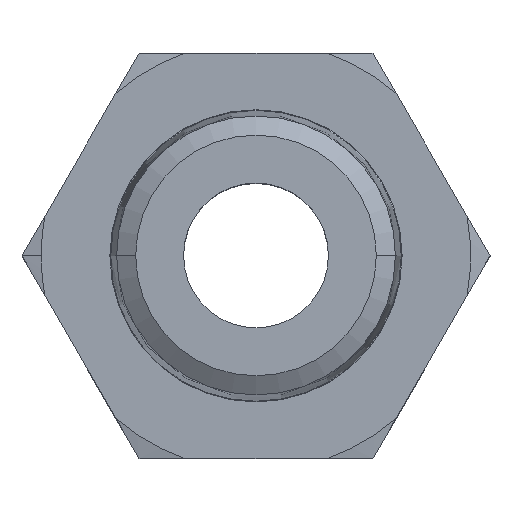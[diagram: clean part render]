
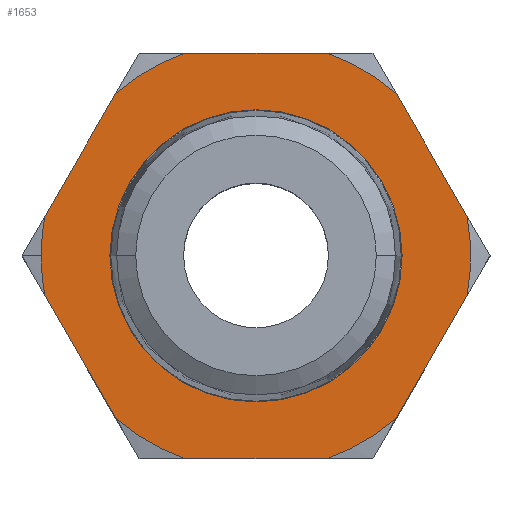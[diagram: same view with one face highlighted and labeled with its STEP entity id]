
A CAD part, top view. The second image highlights one B-rep face of the part: STEP entity #1653.
In plain terms, the highlighted planar face has unit normal (0, 0, 1).
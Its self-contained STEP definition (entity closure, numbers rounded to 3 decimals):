
#34 = CARTESIAN_POINT ( 'NONE',  ( -7.291, -1.371, 4.765 ) ) ;
#133 = CIRCLE ( 'NONE', #152, 7.419 ) ;
#148 = CARTESIAN_POINT ( 'NONE',  ( -7.419, 0., 4.765 ) ) ;
#149 = DIRECTION ( 'NONE',  ( 1., 0., 0. ) ) ;
#150 = DIRECTION ( 'NONE',  ( 0., 0., 1. ) ) ;
#151 = CARTESIAN_POINT ( 'NONE',  ( 0., 0., 4.765 ) ) ;
#152 = AXIS2_PLACEMENT_3D ( 'NONE', #151, #150, #149 ) ;
#159 = CARTESIAN_POINT ( 'NONE',  ( -4.833, -5.629, 4.765 ) ) ;
#168 = CARTESIAN_POINT ( 'NONE',  ( 7.291, -1.371, 4.765 ) ) ;
#185 = CARTESIAN_POINT ( 'NONE',  ( -4.833, 5.629, 4.765 ) ) ;
#186 = DIRECTION ( 'NONE',  ( 0.5, 0.866, 0. ) ) ;
#187 = VECTOR ( 'NONE', #186, 1000. ) ;
#188 = CARTESIAN_POINT ( 'NONE',  ( -2.562, 9.562, 4.765 ) ) ;
#189 = LINE ( 'NONE', #188, #187 ) ;
#279 = CARTESIAN_POINT ( 'NONE',  ( -2.458, 7., 4.765 ) ) ;
#283 = CARTESIAN_POINT ( 'NONE',  ( 7.291, 1.371, 4.765 ) ) ;
#284 = DIRECTION ( 'NONE',  ( 0.5, -0.866, 0. ) ) ;
#285 = VECTOR ( 'NONE', #284, 1000. ) ;
#286 = CARTESIAN_POINT ( 'NONE',  ( 2.562, 9.562, 4.765 ) ) ;
#313 = LINE ( 'NONE', #325, #324 ) ;
#315 = DIRECTION ( 'NONE',  ( 1., 0., 0. ) ) ;
#316 = DIRECTION ( 'NONE',  ( 0., 0., 1. ) ) ;
#317 = CARTESIAN_POINT ( 'NONE',  ( 0., 0., 4.765 ) ) ;
#318 = AXIS2_PLACEMENT_3D ( 'NONE', #317, #316, #315 ) ;
#319 = CIRCLE ( 'NONE', #318, 7.419 ) ;
#323 = DIRECTION ( 'NONE',  ( 1., 0., 0. ) ) ;
#324 = VECTOR ( 'NONE', #323, 1000. ) ;
#325 = CARTESIAN_POINT ( 'NONE',  ( 0., 7., 4.765 ) ) ;
#365 = LINE ( 'NONE', #286, #285 ) ;
#386 = DIRECTION ( 'NONE',  ( 0., 0., 1. ) ) ;
#387 = AXIS2_PLACEMENT_3D ( 'NONE', #463, #386, #456 ) ;
#388 = CIRCLE ( 'NONE', #387, 7.419 ) ;
#389 = CARTESIAN_POINT ( 'NONE',  ( 0., 0., 4.765 ) ) ;
#416 = DIRECTION ( 'NONE',  ( 0., 0., 1. ) ) ;
#417 = CARTESIAN_POINT ( 'NONE',  ( 0., 0., 4.765 ) ) ;
#418 = AXIS2_PLACEMENT_3D ( 'NONE', #417, #416, #430 ) ;
#419 = CIRCLE ( 'NONE', #418, 7.419 ) ;
#424 = DIRECTION ( 'NONE',  ( -1., 0., 0. ) ) ;
#425 = DIRECTION ( 'NONE',  ( 0., 0., -1. ) ) ;
#426 = CARTESIAN_POINT ( 'NONE',  ( 0., 8.083, 4.765 ) ) ;
#429 = FACE_BOUND ( 'NONE', #1654, .T. ) ;
#430 = DIRECTION ( 'NONE',  ( 1., 0., 0. ) ) ;
#433 = AXIS2_PLACEMENT_3D ( 'NONE', #426, #425, #424 ) ;
#434 = PLANE ( 'NONE',  #433 ) ;
#435 = FACE_OUTER_BOUND ( 'NONE', #1604, .T. ) ;
#456 = DIRECTION ( 'NONE',  ( 1., 0., 0. ) ) ;
#457 = DIRECTION ( 'NONE',  ( 1., 0., 0. ) ) ;
#458 = DIRECTION ( 'NONE',  ( 0., 0., 1. ) ) ;
#459 = AXIS2_PLACEMENT_3D ( 'NONE', #389, #458, #457 ) ;
#460 = CIRCLE ( 'NONE', #459, 7.419 ) ;
#463 = CARTESIAN_POINT ( 'NONE',  ( 0., 0., 4.765 ) ) ;
#467 = CARTESIAN_POINT ( 'NONE',  ( 2.458, 7., 4.765 ) ) ;
#487 = DIRECTION ( 'NONE',  ( 1., 0., 0. ) ) ;
#488 = DIRECTION ( 'NONE',  ( 0., 0., 1. ) ) ;
#489 = CARTESIAN_POINT ( 'NONE',  ( 0., 0., 4.765 ) ) ;
#492 = CARTESIAN_POINT ( 'NONE',  ( 0., 0., 4.765 ) ) ;
#497 = AXIS2_PLACEMENT_3D ( 'NONE', #489, #488, #487 ) ;
#499 = CIRCLE ( 'NONE', #497, 7.419 ) ;
#502 = DIRECTION ( 'NONE',  ( 1., 0., 0. ) ) ;
#503 = DIRECTION ( 'NONE',  ( 0., 0., 1. ) ) ;
#504 = AXIS2_PLACEMENT_3D ( 'NONE', #492, #503, #502 ) ;
#505 = CIRCLE ( 'NONE', #504, 7.419 ) ;
#539 = CARTESIAN_POINT ( 'NONE',  ( 4.833, 5.629, 4.765 ) ) ;
#671 = CARTESIAN_POINT ( 'NONE',  ( -7.291, 1.371, 4.765 ) ) ;
#681 = DIRECTION ( 'NONE',  ( -0.5, -0.866, 0. ) ) ;
#703 = CARTESIAN_POINT ( 'NONE',  ( 0., 0., 4.765 ) ) ;
#737 = CARTESIAN_POINT ( 'NONE',  ( 2.458, -7., 4.765 ) ) ;
#740 = CARTESIAN_POINT ( 'NONE',  ( 4.833, -5.629, 4.765 ) ) ;
#747 = DIRECTION ( 'NONE',  ( 1., 0., 0. ) ) ;
#748 = DIRECTION ( 'NONE',  ( 0., 0., 1. ) ) ;
#749 = AXIS2_PLACEMENT_3D ( 'NONE', #703, #748, #747 ) ;
#750 = CIRCLE ( 'NONE', #749, 5.046 ) ;
#755 = VECTOR ( 'NONE', #681, 1000. ) ;
#756 = CARTESIAN_POINT ( 'NONE',  ( 9.562, 2.562, 4.765 ) ) ;
#757 = LINE ( 'NONE', #756, #755 ) ;
#758 = CARTESIAN_POINT ( 'NONE',  ( -2.458, -7., 4.765 ) ) ;
#759 = DIRECTION ( 'NONE',  ( -1., 0., 0. ) ) ;
#760 = VECTOR ( 'NONE', #759, 1000. ) ;
#761 = CARTESIAN_POINT ( 'NONE',  ( 0., -7., 4.765 ) ) ;
#762 = LINE ( 'NONE', #761, #760 ) ;
#780 = CARTESIAN_POINT ( 'NONE',  ( -5.046, 0., 4.765 ) ) ;
#781 = DIRECTION ( 'NONE',  ( 1., 0., 0. ) ) ;
#782 = DIRECTION ( 'NONE',  ( 0., 0., 1. ) ) ;
#783 = AXIS2_PLACEMENT_3D ( 'NONE', #785, #782, #781 ) ;
#784 = CIRCLE ( 'NONE', #783, 5.046 ) ;
#785 = CARTESIAN_POINT ( 'NONE',  ( 0., 0., 4.765 ) ) ;
#797 = CARTESIAN_POINT ( 'NONE',  ( 5.046, 0., 4.765 ) ) ;
#1096 = VECTOR ( 'NONE', #1142, 1000. ) ;
#1104 = CARTESIAN_POINT ( 'NONE',  ( -9.562, 2.562, 4.765 ) ) ;
#1120 = LINE ( 'NONE', #1104, #1096 ) ;
#1142 = DIRECTION ( 'NONE',  ( -0.5, 0.866, 0. ) ) ;
#1266 = EDGE_CURVE ( 'NONE', #1369, #1348, #1120, .T. ) ;
#1348 = VERTEX_POINT ( 'NONE', #34 ) ;
#1366 = VERTEX_POINT ( 'NONE', #168 ) ;
#1369 = VERTEX_POINT ( 'NONE', #159 ) ;
#1374 = EDGE_CURVE ( 'NONE', #1375, #1348, #133, .T. ) ;
#1375 = VERTEX_POINT ( 'NONE', #148 ) ;
#1395 = EDGE_CURVE ( 'NONE', #1405, #1396, #189, .T. ) ;
#1396 = VERTEX_POINT ( 'NONE', #185 ) ;
#1405 = VERTEX_POINT ( 'NONE', #671 ) ;
#1420 = VERTEX_POINT ( 'NONE', #740 ) ;
#1432 = VERTEX_POINT ( 'NONE', #737 ) ;
#1434 = EDGE_CURVE ( 'NONE', #1432, #1435, #762, .T. ) ;
#1435 = VERTEX_POINT ( 'NONE', #758 ) ;
#1436 = EDGE_CURVE ( 'NONE', #1366, #1420, #757, .T. ) ;
#1455 = EDGE_CURVE ( 'NONE', #1487, #1484, #750, .T. ) ;
#1484 = VERTEX_POINT ( 'NONE', #797 ) ;
#1486 = EDGE_CURVE ( 'NONE', #1484, #1487, #784, .T. ) ;
#1487 = VERTEX_POINT ( 'NONE', #780 ) ;
#1599 = ORIENTED_EDGE ( 'NONE', *, *, #1434, .F. ) ;
#1600 = ORIENTED_EDGE ( 'NONE', *, *, #1601, .T. ) ;
#1601 = EDGE_CURVE ( 'NONE', #1432, #1420, #319, .T. ) ;
#1602 = ORIENTED_EDGE ( 'NONE', *, *, #1455, .F. ) ;
#1603 = ORIENTED_EDGE ( 'NONE', *, *, #1486, .F. ) ;
#1604 = EDGE_LOOP ( 'NONE', ( #1640, #1642, #1643, #1645, #1646, #1647, #1599, #1600, #1715, #1716, #1718, #1719, #1721 ) ) ;
#1609 = EDGE_CURVE ( 'NONE', #1627, #1686, #313, .T. ) ;
#1623 = EDGE_CURVE ( 'NONE', #1714, #1624, #365, .T. ) ;
#1624 = VERTEX_POINT ( 'NONE', #283 ) ;
#1627 = VERTEX_POINT ( 'NONE', #279 ) ;
#1640 = ORIENTED_EDGE ( 'NONE', *, *, #1641, .T. ) ;
#1641 = EDGE_CURVE ( 'NONE', #1627, #1396, #388, .T. ) ;
#1642 = ORIENTED_EDGE ( 'NONE', *, *, #1395, .F. ) ;
#1643 = ORIENTED_EDGE ( 'NONE', *, *, #1644, .T. ) ;
#1644 = EDGE_CURVE ( 'NONE', #1405, #1375, #460, .T. ) ;
#1645 = ORIENTED_EDGE ( 'NONE', *, *, #1374, .T. ) ;
#1646 = ORIENTED_EDGE ( 'NONE', *, *, #1266, .F. ) ;
#1647 = ORIENTED_EDGE ( 'NONE', *, *, #1648, .T. ) ;
#1648 = EDGE_CURVE ( 'NONE', #1369, #1435, #419, .T. ) ;
#1653 = ADVANCED_FACE ( 'NONE', ( #429, #435 ), #434, .F. ) ;
#1654 = EDGE_LOOP ( 'NONE', ( #1602, #1603 ) ) ;
#1686 = VERTEX_POINT ( 'NONE', #467 ) ;
#1714 = VERTEX_POINT ( 'NONE', #539 ) ;
#1715 = ORIENTED_EDGE ( 'NONE', *, *, #1436, .F. ) ;
#1716 = ORIENTED_EDGE ( 'NONE', *, *, #1717, .T. ) ;
#1717 = EDGE_CURVE ( 'NONE', #1366, #1624, #499, .T. ) ;
#1718 = ORIENTED_EDGE ( 'NONE', *, *, #1623, .F. ) ;
#1719 = ORIENTED_EDGE ( 'NONE', *, *, #1720, .T. ) ;
#1720 = EDGE_CURVE ( 'NONE', #1714, #1686, #505, .T. ) ;
#1721 = ORIENTED_EDGE ( 'NONE', *, *, #1609, .F. ) ;
